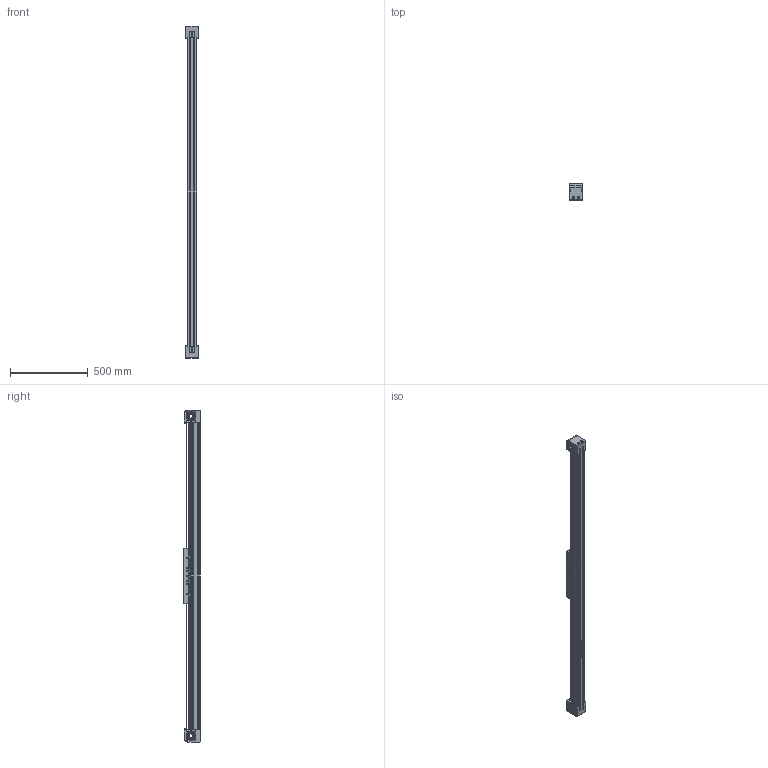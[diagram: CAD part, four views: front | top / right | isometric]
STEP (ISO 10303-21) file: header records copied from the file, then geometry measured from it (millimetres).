
FILE_DESCRIPTION (( 'STEP AP214' ), '1' );
FILE_NAME ('BLM60-1600.STEP', '2023-02-28T08:45:54', ( '' ), ( '' ), 'SwSTEP 2.0', 'SolidWorks 2023', '' );
FILE_SCHEMA (( 'AUTOMOTIVE_DESIGN' ));
Length unit declared in the file: millimetre
Products named in the file (1): BLM60-1600
Bounding box: 80 x 104 x 2136 mm (x, y, z)
Volume: 7904000.2 mm3; surface area: 1646077.4 mm2
Topology: 117 solids, 117 shells, 4694 faces, 12938 edges, 8416 vertices
Faces by surface type: plane 2536, cylinder 1790, torus 176, sphere 116, cone 52, bspline 24
Entity records: 205057 total; most frequent: CARTESIAN_POINT 30579, DIRECTION 25866, ORIENTED_EDGE 25172, EDGE_CURVE 12586, AXIS2_PLACEMENT_3D 8775, LINE 8316, VECTOR 8316, VERTEX_POINT 8304
